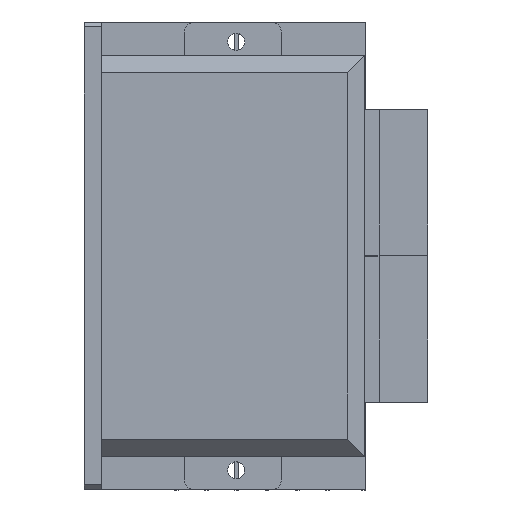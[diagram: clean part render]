
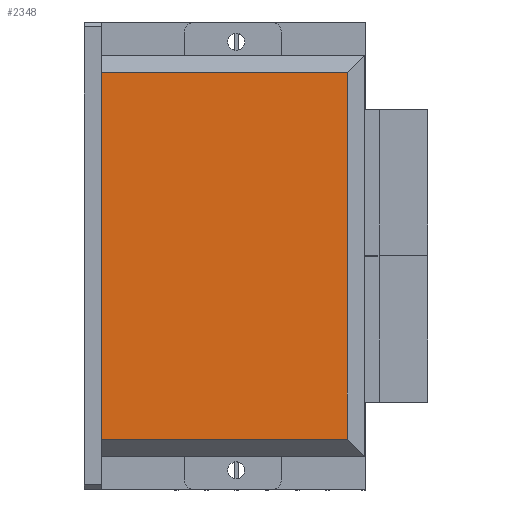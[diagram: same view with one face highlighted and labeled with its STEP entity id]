
A CAD part, top view. The second image highlights one B-rep face of the part: STEP entity #2348.
In plain terms, the highlighted planar face has unit normal (0, 0, 1).
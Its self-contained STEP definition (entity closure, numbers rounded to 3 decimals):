
#291 = ORIENTED_EDGE ( 'NONE', *, *, #1746, .T. ) ;
#365 = ORIENTED_EDGE ( 'NONE', *, *, #1257, .T. ) ;
#598 = CARTESIAN_POINT ( 'NONE',  ( 23.5, 37.6, 22. ) ) ;
#697 = CARTESIAN_POINT ( 'NONE',  ( -27., 37.6, 22. ) ) ;
#811 = EDGE_CURVE ( 'NONE', #3517, #1642, #4077, .T. ) ;
#836 = DIRECTION ( 'NONE',  ( 0., 1., 0. ) ) ;
#1083 = EDGE_CURVE ( 'NONE', #1642, #2638, #1945, .T. ) ;
#1174 = CARTESIAN_POINT ( 'NONE',  ( 0., 37.6, 22. ) ) ;
#1248 = CARTESIAN_POINT ( 'NONE',  ( -27., -41.1, 22. ) ) ;
#1257 = EDGE_CURVE ( 'NONE', #3135, #3517, #4080, .T. ) ;
#1345 = DIRECTION ( 'NONE',  ( 0., 0., -1. ) ) ;
#1448 = EDGE_LOOP ( 'NONE', ( #2205, #291, #365, #3981 ) ) ;
#1567 = VECTOR ( 'NONE', #2816, 1000. ) ;
#1642 = VERTEX_POINT ( 'NONE', #697 ) ;
#1668 = DIRECTION ( 'NONE',  ( -1., 0., 0. ) ) ;
#1700 = VECTOR ( 'NONE', #3494, 1000. ) ;
#1746 = EDGE_CURVE ( 'NONE', #2638, #3135, #2217, .T. ) ;
#1945 = LINE ( 'NONE', #1248, #2383 ) ;
#2053 = FACE_OUTER_BOUND ( 'NONE', #1448, .T. ) ;
#2068 = CARTESIAN_POINT ( 'NONE',  ( 0., -37.6, 22. ) ) ;
#2205 = ORIENTED_EDGE ( 'NONE', *, *, #1083, .T. ) ;
#2217 = LINE ( 'NONE', #2068, #1700 ) ;
#2333 = CARTESIAN_POINT ( 'NONE',  ( 0., 0., 22. ) ) ;
#2348 = ADVANCED_FACE ( 'NONE', ( #2053 ), #2964, .F. ) ;
#2383 = VECTOR ( 'NONE', #2921, 1000. ) ;
#2638 = VERTEX_POINT ( 'NONE', #3631 ) ;
#2816 = DIRECTION ( 'NONE',  ( -1., 0., 0. ) ) ;
#2921 = DIRECTION ( 'NONE',  ( 0., -1., 0. ) ) ;
#2964 = PLANE ( 'NONE',  #3613 ) ;
#3135 = VERTEX_POINT ( 'NONE', #3511 ) ;
#3494 = DIRECTION ( 'NONE',  ( 1., 0., 0. ) ) ;
#3511 = CARTESIAN_POINT ( 'NONE',  ( 23.5, -37.6, 22. ) ) ;
#3517 = VERTEX_POINT ( 'NONE', #598 ) ;
#3613 = AXIS2_PLACEMENT_3D ( 'NONE', #2333, #1345, #1668 ) ;
#3631 = CARTESIAN_POINT ( 'NONE',  ( -27., -37.6, 22. ) ) ;
#3748 = VECTOR ( 'NONE', #836, 1000. ) ;
#3981 = ORIENTED_EDGE ( 'NONE', *, *, #811, .T. ) ;
#4077 = LINE ( 'NONE', #1174, #1567 ) ;
#4080 = LINE ( 'NONE', #4123, #3748 ) ;
#4123 = CARTESIAN_POINT ( 'NONE',  ( 23.5, 0., 22. ) ) ;
